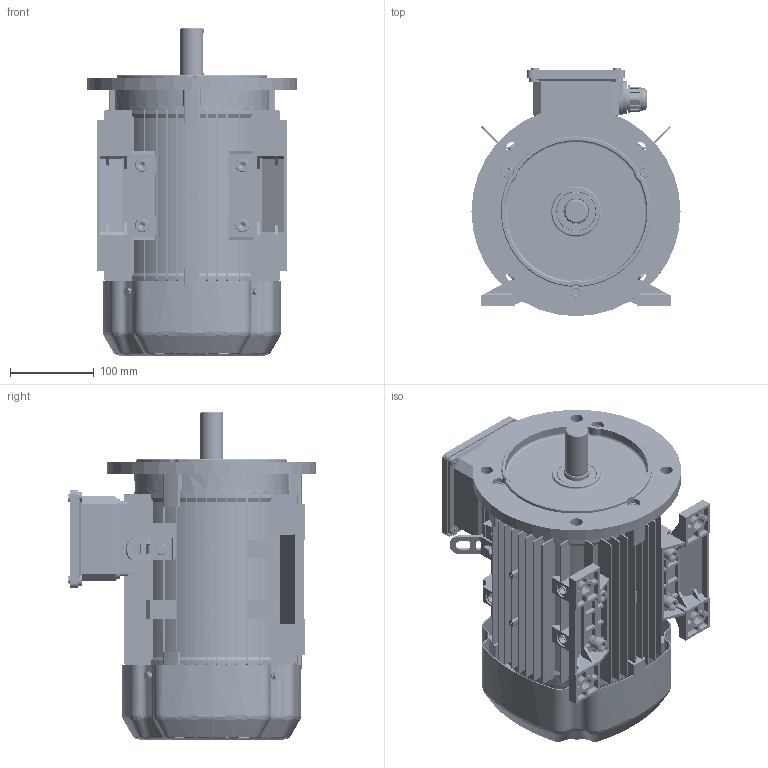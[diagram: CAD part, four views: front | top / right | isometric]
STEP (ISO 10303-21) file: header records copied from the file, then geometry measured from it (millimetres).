
FILE_DESCRIPTION(/* description */ (''),/* implementation_level */ '2;1');
FILE_NAME(/* name */ 'FCPA-IE3-112-M-2468-B35-Ver.2.step',/* time_stamp */ '2021-12-16T08:37:08+08:00',/* author */ (''),/* organization */ (''),/* preprocessor_version */ 'ST-DEVELOPER v16',/* originating_system */ 'SIEMENS PLM Software NX 10.0',/* authorisation */ '');
FILE_SCHEMA (('AUTOMOTIVE_DESIGN { 1 0 10303 214 3 1 1 1 }'));
Products named in the file (1): FCPA-IE3-112-M-2468-B35-Ver.2_step
Bounding box: 250 x 297 x 392 mm (x, y, z)
Volume: 2515680.1 mm3; surface area: 1305467.8 mm2
Topology: 62 solids, 62 shells, 4799 faces, 13352 edges, 8837 vertices
Faces by surface type: plane 2558, cylinder 1629, bspline 238, cone 191, torus 183
Full cylindrical faces by diameter (mm): 2 x4, 4.2 x4, 4.48 x9, 4.8 x10, 5 x30, 5.3 x5, 5.8 x14, 6 x1, 7.188 x6, 8 x15, 8.58 x2, 9.1 x6, 10 x31, 10.715 x4, 11 x6, 12 x16, 13 x4, 14.785 x2, 15 x4, 16 x11, 17 x4, 17.188 x1, 17.785 x4, 18 x16, 20.312 x2, 23.438 x5, 24.2 x2, 24.219 x6, 25 x13, 25.781 x6
Entity records: 210853 total; most frequent: CARTESIAN_POINT 80130, ORIENTED_EDGE 25272, DIRECTION 23464, EDGE_CURVE 12636, VERTEX_POINT 8560, AXIS2_PLACEMENT_3D 8161, LINE 7142, VECTOR 7142
